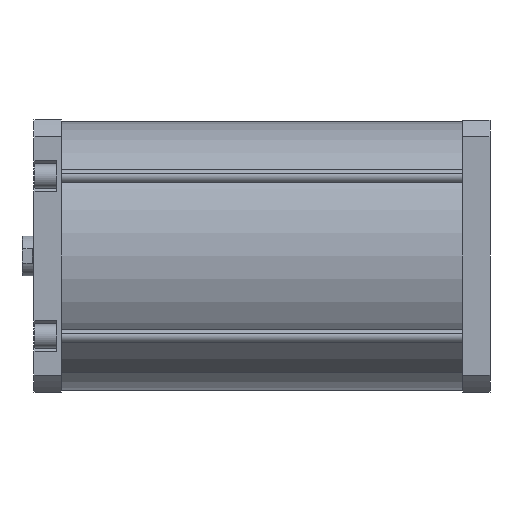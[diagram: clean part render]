
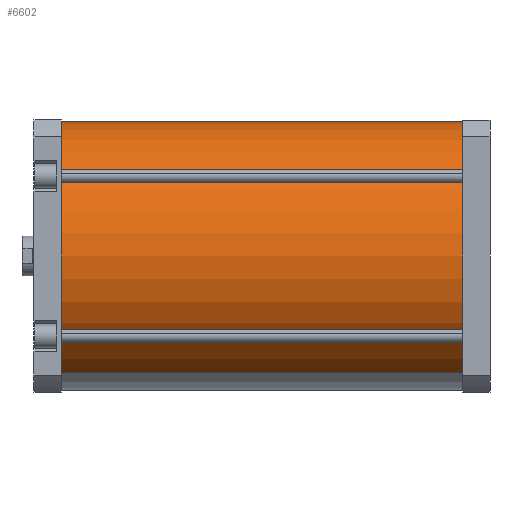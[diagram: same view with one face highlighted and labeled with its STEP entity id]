
A CAD part, front view. The second image highlights one B-rep face of the part: STEP entity #6602.
In plain terms, the highlighted cylindrical face has radius 168 mm (diameter 336 mm), a partial arc.
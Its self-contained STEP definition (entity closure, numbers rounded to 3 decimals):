
#800 = FACE_OUTER_BOUND ( 'NONE', #5976, .T. ) ;
#805 = CYLINDRICAL_SURFACE ( 'NONE', #3773, 168. ) ;
#1373 = DIRECTION ( 'NONE',  ( 0., 0., -1. ) ) ;
#1376 = DIRECTION ( 'NONE',  ( -1., 0., 0. ) ) ;
#1397 = CARTESIAN_POINT ( 'NONE',  ( 0., 0., 502. ) ) ;
#1531 = CARTESIAN_POINT ( 'NONE',  ( -168., 0., 0. ) ) ;
#1532 = CARTESIAN_POINT ( 'NONE',  ( 168., 0., 0. ) ) ;
#1533 = CARTESIAN_POINT ( 'NONE',  ( -168., 0., 502. ) ) ;
#1534 = CARTESIAN_POINT ( 'NONE',  ( 168., 0., 502. ) ) ;
#3155 = EDGE_CURVE ( 'NONE', #6745, #6743, #7672, .T. ) ;
#3157 = EDGE_CURVE ( 'NONE', #6744, #6742, #7422, .T. ) ;
#3160 = EDGE_CURVE ( 'NONE', #6744, #6745, #7638, .T. ) ;
#3162 = EDGE_CURVE ( 'NONE', #6742, #6743, #7730, .T. ) ;
#3366 = AXIS2_PLACEMENT_3D ( 'NONE', #4231, #4233, #4234 ) ;
#3370 = AXIS2_PLACEMENT_3D ( 'NONE', #4232, #4239, #4240 ) ;
#3773 = AXIS2_PLACEMENT_3D ( 'NONE', #1397, #1373, #1376 ) ;
#4202 = CARTESIAN_POINT ( 'NONE',  ( -168., 0., 502. ) ) ;
#4208 = CARTESIAN_POINT ( 'NONE',  ( 168., 0., 502. ) ) ;
#4221 = DIRECTION ( 'NONE',  ( 0., 0., -1. ) ) ;
#4225 = DIRECTION ( 'NONE',  ( 0., 0., -1. ) ) ;
#4231 = CARTESIAN_POINT ( 'NONE',  ( 0., 0., 502. ) ) ;
#4232 = CARTESIAN_POINT ( 'NONE',  ( 0., 0., 0. ) ) ;
#4233 = DIRECTION ( 'NONE',  ( 0., 0., 1. ) ) ;
#4234 = DIRECTION ( 'NONE',  ( 1., 0., 0. ) ) ;
#4239 = DIRECTION ( 'NONE',  ( 0., 0., 1. ) ) ;
#4240 = DIRECTION ( 'NONE',  ( 1., 0., 0. ) ) ;
#5539 = ORIENTED_EDGE ( 'NONE', *, *, #3155, .F. ) ;
#5540 = ORIENTED_EDGE ( 'NONE', *, *, #3160, .F. ) ;
#5541 = ORIENTED_EDGE ( 'NONE', *, *, #3157, .T. ) ;
#5542 = ORIENTED_EDGE ( 'NONE', *, *, #3162, .T. ) ;
#5976 = EDGE_LOOP ( 'NONE', ( #5539, #5540, #5541, #5542 ) ) ;
#6602 = ADVANCED_FACE ( 'NONE', ( #800 ), #805, .T. ) ;
#6742 = VERTEX_POINT ( 'NONE', #1531 ) ;
#6743 = VERTEX_POINT ( 'NONE', #1532 ) ;
#6744 = VERTEX_POINT ( 'NONE', #1533 ) ;
#6745 = VERTEX_POINT ( 'NONE', #1534 ) ;
#7358 = VECTOR ( 'NONE', #4221, 1000. ) ;
#7422 = LINE ( 'NONE', #4202, #7431 ) ;
#7431 = VECTOR ( 'NONE', #4225, 1000. ) ;
#7638 = CIRCLE ( 'NONE', #3366, 168. ) ;
#7672 = LINE ( 'NONE', #4208, #7358 ) ;
#7730 = CIRCLE ( 'NONE', #3370, 168. ) ;
